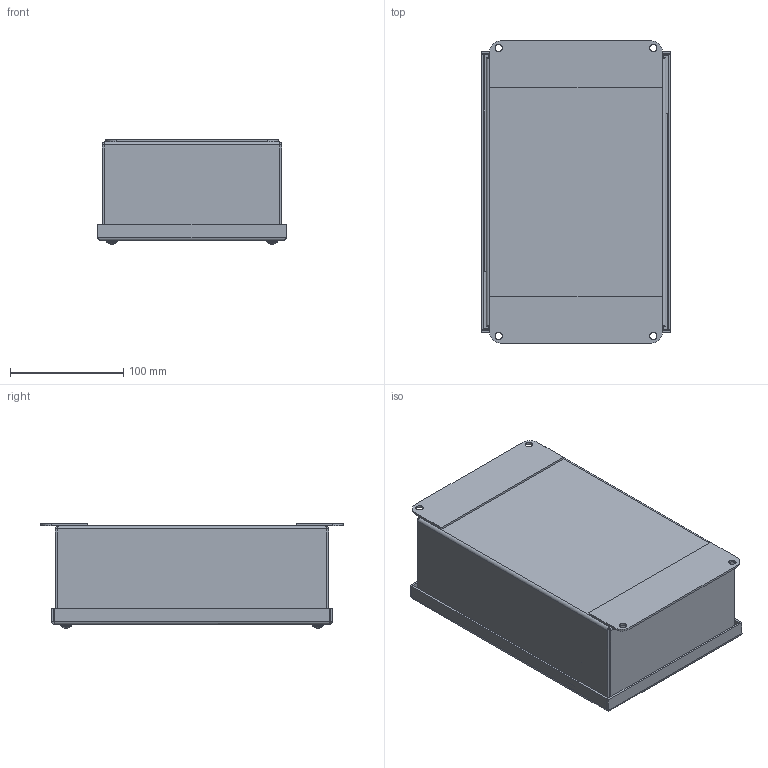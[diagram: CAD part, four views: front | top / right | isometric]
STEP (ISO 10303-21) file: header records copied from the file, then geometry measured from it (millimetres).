
FILE_DESCRIPTION(/* description */ ('HINGE,PB,CS,INTERNAL,2 X 1-1/8'),/* implementation_level */ '2;1');
FILE_NAME(/* name */ 'PB6BC.stp',/* time_stamp */ '2017-01-30T22:11:28+06:00',/* author */ ('bjayachandran'),/* organization */ (''),/* preprocessor_version */ 'ST-DEVELOPER v16.1',/* originating_system */ 'Autodesk Inventor 2016',/* authorisation */ '');
FILE_SCHEMA (('AUTOMOTIVE_DESIGN { 1 0 10303 214 3 1 1 }'));
Length unit declared in the file: inch
Products named in the file (13): 3285; 39077; 316243; 31817; 3185; 3694; 372163; PB6BCBKP; 34984; 38837; 3488; PB6BCLID; PB6BC
Assembly tree (25 placements, depth 2):
  PB6BC
    3285  x2
    39077  x4
    316243  x2
    31817
    3185
    3694
    372163  x4
    PB6BCBKP
    34984  x4
    38837  x2
    3488  x2
    PB6BCLID
Bounding box: 166.69 x 266.7 x 92.1 mm (x, y, z)
Volume: 332140.4 mm3; surface area: 357781 mm2
Topology: 25 solids, 25 shells, 599 faces, 1466 edges, 930 vertices
Faces by surface type: plane 355, cylinder 130, cone 66, torus 24, bspline 20, sphere 4
Full cylindrical faces by diameter (mm): 3.175 x1, 3.556 x2, 3.962 x4, 4.826 x6, 4.978 x4, 6.299 x4, 6.35 x7, 6.525 x4, 7.061 x4, 7.137 x4, 7.95 x2, 9.474 x4, 10.312 x4, 11.506 x4
Entity records: 10658 total; most frequent: CARTESIAN_POINT 2585, DIRECTION 1577, ORIENTED_EDGE 1520, EDGE_CURVE 760, AXIS2_PLACEMENT_3D 549, VERTEX_POINT 485, LINE 479, VECTOR 479
